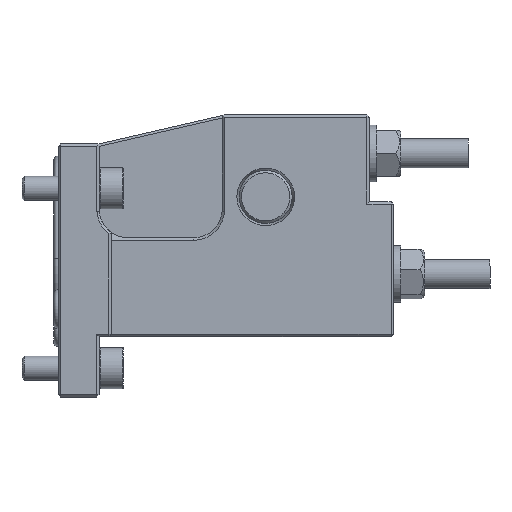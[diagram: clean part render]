
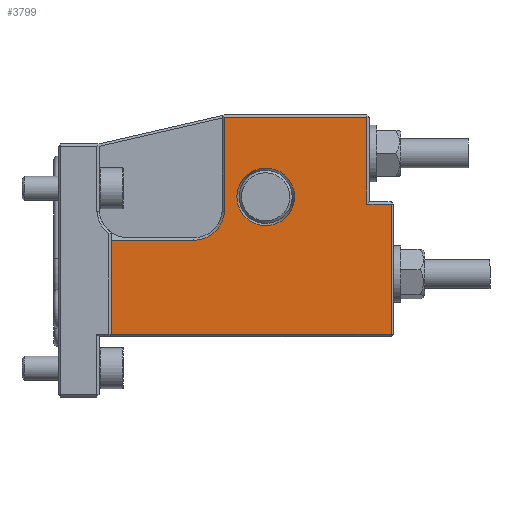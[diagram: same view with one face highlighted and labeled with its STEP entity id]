
A CAD part, left-side view. The second image highlights one B-rep face of the part: STEP entity #3799.
In plain terms, the highlighted planar face has unit normal (-1, 0, 0).
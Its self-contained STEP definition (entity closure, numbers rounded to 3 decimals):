
#416=PLANE('',#4113);
#610=LINE('',#5579,#944);
#618=LINE('',#5607,#952);
#676=LINE('',#5758,#1010);
#677=LINE('',#5759,#1011);
#678=LINE('',#5761,#1012);
#679=LINE('',#5763,#1013);
#680=LINE('',#5765,#1014);
#681=LINE('',#5767,#1015);
#682=LINE('',#5769,#1016);
#944=VECTOR('',#4509,1000.);
#952=VECTOR('',#4521,1000.);
#1010=VECTOR('',#4623,1000.);
#1011=VECTOR('',#4624,1000.);
#1012=VECTOR('',#4625,1000.);
#1013=VECTOR('',#4626,1000.);
#1014=VECTOR('',#4627,1000.);
#1015=VECTOR('',#4628,1000.);
#1016=VECTOR('',#4629,1000.);
#1396=ORIENTED_EDGE('',*,*,#2329,.T.);
#1397=ORIENTED_EDGE('',*,*,#2330,.T.);
#1398=ORIENTED_EDGE('',*,*,#2251,.T.);
#1399=ORIENTED_EDGE('',*,*,#2331,.T.);
#1400=ORIENTED_EDGE('',*,*,#2332,.T.);
#1401=ORIENTED_EDGE('',*,*,#2333,.T.);
#1402=ORIENTED_EDGE('',*,*,#2334,.T.);
#1403=ORIENTED_EDGE('',*,*,#2335,.T.);
#1404=ORIENTED_EDGE('',*,*,#2336,.T.);
#1405=ORIENTED_EDGE('',*,*,#2261,.F.);
#1406=ORIENTED_EDGE('',*,*,#2337,.T.);
#2251=EDGE_CURVE('',#2719,#2718,#610,.T.);
#2261=EDGE_CURVE('',#2728,#2729,#618,.T.);
#2329=EDGE_CURVE('',#2728,#2791,#3033,.T.);
#2330=EDGE_CURVE('',#2791,#2719,#676,.T.);
#2331=EDGE_CURVE('',#2718,#2792,#677,.T.);
#2332=EDGE_CURVE('',#2792,#2793,#678,.T.);
#2333=EDGE_CURVE('',#2793,#2794,#679,.T.);
#2334=EDGE_CURVE('',#2794,#2795,#680,.T.);
#2335=EDGE_CURVE('',#2795,#2796,#681,.T.);
#2336=EDGE_CURVE('',#2796,#2729,#682,.T.);
#2337=EDGE_CURVE('',#2797,#2797,#3034,.T.);
#2718=VERTEX_POINT('',#5578);
#2719=VERTEX_POINT('',#5580);
#2728=VERTEX_POINT('',#5606);
#2729=VERTEX_POINT('',#5608);
#2791=VERTEX_POINT('',#5757);
#2792=VERTEX_POINT('',#5760);
#2793=VERTEX_POINT('',#5762);
#2794=VERTEX_POINT('',#5764);
#2795=VERTEX_POINT('',#5766);
#2796=VERTEX_POINT('',#5768);
#2797=VERTEX_POINT('',#5771);
#3033=CIRCLE('',#4114,6.5);
#3034=CIRCLE('',#4115,5.973);
#3149=EDGE_LOOP('',(#1396,#1397,#1398,#1399,#1400,#1401,#1402,#1403,#1404,
#1405));
#3150=EDGE_LOOP('',(#1406));
#3459=FACE_BOUND('',#3149,.T.);
#3460=FACE_BOUND('',#3150,.T.);
#3799=ADVANCED_FACE('',(#3459,#3460),#416,.F.);
#4113=AXIS2_PLACEMENT_3D('',#5755,#4619,#4620);
#4114=AXIS2_PLACEMENT_3D('',#5756,#4621,#4622);
#4115=AXIS2_PLACEMENT_3D('',#5770,#4630,#4631);
#4509=DIRECTION('',(0.,0.,-1.));
#4521=DIRECTION('',(0.,-1.,0.));
#4619=DIRECTION('',(1.,0.,0.));
#4620=DIRECTION('',(0.,0.,-1.));
#4621=DIRECTION('',(1.,0.,0.));
#4622=DIRECTION('',(0.,0.,-1.));
#4623=DIRECTION('',(0.,1.,0.));
#4624=DIRECTION('',(0.,-1.,0.));
#4625=DIRECTION('',(0.,0.,1.));
#4626=DIRECTION('',(0.,1.,0.));
#4627=DIRECTION('',(0.,0.,1.));
#4628=DIRECTION('',(0.,1.,0.));
#4629=DIRECTION('',(0.,0.,-1.));
#4630=DIRECTION('',(1.,0.,0.));
#4631=DIRECTION('',(0.,0.,-1.));
#5578=CARTESIAN_POINT('',(5.,-0.001,10.5));
#5579=CARTESIAN_POINT('',(5.,-0.001,38.));
#5580=CARTESIAN_POINT('',(5.,-0.001,30.));
#5606=CARTESIAN_POINT('',(5.,-23.482,36.));
#5607=CARTESIAN_POINT('',(5.,-58.501,36.));
#5608=CARTESIAN_POINT('',(5.,-23.501,36.));
#5755=CARTESIAN_POINT('',(5.,-58.501,38.));
#5756=CARTESIAN_POINT('',(5.,-17.001,36.5));
#5757=CARTESIAN_POINT('',(5.,-17.001,30.));
#5758=CARTESIAN_POINT('',(5.,-3.501,30.));
#5759=CARTESIAN_POINT('',(5.,-58.501,10.5));
#5760=CARTESIAN_POINT('',(5.,-58.001,10.5));
#5761=CARTESIAN_POINT('',(5.,-58.001,38.));
#5762=CARTESIAN_POINT('',(5.,-58.001,37.5));
#5763=CARTESIAN_POINT('',(5.,-58.501,37.5));
#5764=CARTESIAN_POINT('',(5.,-53.,37.5));
#5765=CARTESIAN_POINT('',(5.,-53.,38.));
#5766=CARTESIAN_POINT('',(5.,-53.,55.5));
#5767=CARTESIAN_POINT('',(5.,-58.501,55.5));
#5768=CARTESIAN_POINT('',(5.,-23.501,55.5));
#5769=CARTESIAN_POINT('',(5.,-23.501,38.));
#5770=CARTESIAN_POINT('',(5.,-32.,39.));
#5771=CARTESIAN_POINT('',(5.,-32.,33.027));
